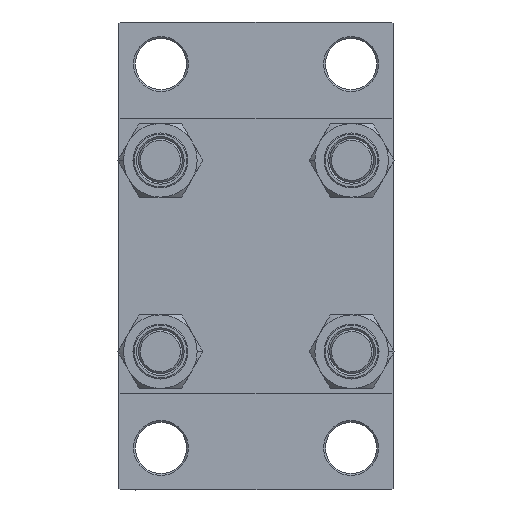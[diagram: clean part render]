
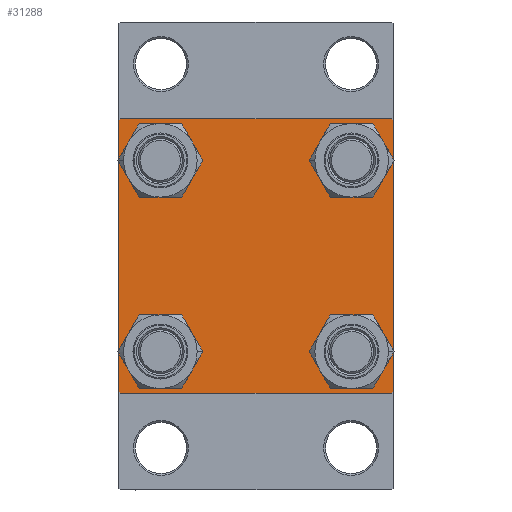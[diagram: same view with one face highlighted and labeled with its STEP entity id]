
A CAD part, left-side view. The second image highlights one B-rep face of the part: STEP entity #31288.
In plain terms, the highlighted planar face has unit normal (-1, 0, 0).
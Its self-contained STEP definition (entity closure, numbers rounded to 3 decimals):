
#499 = ORIENTED_EDGE ( 'NONE', *, *, #45350, .T. ) ;
#718 = ORIENTED_EDGE ( 'NONE', *, *, #20267, .T. ) ;
#992 = ORIENTED_EDGE ( 'NONE', *, *, #22424, .T. ) ;
#1027 = CARTESIAN_POINT ( 'NONE',  ( 0., 37.25, -37.25 ) ) ;
#1059 = CARTESIAN_POINT ( 'NONE',  ( 0., 26.15, 19.65 ) ) ;
#1182 = ORIENTED_EDGE ( 'NONE', *, *, #28335, .T. ) ;
#1186 = CIRCLE ( 'NONE', #44051, 6.5 ) ;
#1266 = CARTESIAN_POINT ( 'NONE',  ( 0., 26.15, -19.65 ) ) ;
#2656 = FACE_BOUND ( 'NONE', #28702, .T. ) ;
#2919 = CARTESIAN_POINT ( 'NONE',  ( 0., -26.15, -26.15 ) ) ;
#3279 = CARTESIAN_POINT ( 'NONE',  ( 0., 37., 37.5 ) ) ;
#3368 = PLANE ( 'NONE',  #38176 ) ;
#3481 = LINE ( 'NONE', #39244, #28641 ) ;
#3535 = CARTESIAN_POINT ( 'NONE',  ( 0., -37.5, 37.5 ) ) ;
#3652 = VECTOR ( 'NONE', #46726, 1000. ) ;
#3676 = AXIS2_PLACEMENT_3D ( 'NONE', #2919, #6987, #14185 ) ;
#3854 = ORIENTED_EDGE ( 'NONE', *, *, #40234, .F. ) ;
#4999 = DIRECTION ( 'NONE',  ( 1., 0., 0. ) ) ;
#5024 = CARTESIAN_POINT ( 'NONE',  ( 0., 26.15, 26.15 ) ) ;
#5163 = EDGE_CURVE ( 'NONE', #47439, #7039, #30196, .T. ) ;
#5419 = LINE ( 'NONE', #37343, #43796 ) ;
#6824 = EDGE_CURVE ( 'NONE', #7039, #39750, #5419, .T. ) ;
#6864 = EDGE_LOOP ( 'NONE', ( #1182, #8458, #33376, #17425, #46193, #20840, #3854, #38803 ) ) ;
#6888 = LINE ( 'NONE', #3535, #12273 ) ;
#6987 = DIRECTION ( 'NONE',  ( 1., 0., 0. ) ) ;
#7039 = VERTEX_POINT ( 'NONE', #29146 ) ;
#7071 = AXIS2_PLACEMENT_3D ( 'NONE', #30679, #15327, #37412 ) ;
#7246 = CARTESIAN_POINT ( 'NONE',  ( 0., -26.15, 32.65 ) ) ;
#7295 = CARTESIAN_POINT ( 'NONE',  ( 0., -37.25, 37.25 ) ) ;
#8384 = DIRECTION ( 'NONE',  ( 0., 0., 1. ) ) ;
#8458 = ORIENTED_EDGE ( 'NONE', *, *, #26009, .T. ) ;
#8528 = EDGE_LOOP ( 'NONE', ( #992, #718 ) ) ;
#8720 = DIRECTION ( 'NONE',  ( 1., 0., 0. ) ) ;
#8758 = CARTESIAN_POINT ( 'NONE',  ( 0., 37., -37.5 ) ) ;
#8960 = DIRECTION ( 'NONE',  ( 0., 0., 1. ) ) ;
#9515 = CARTESIAN_POINT ( 'NONE',  ( 0., -37.5, -37. ) ) ;
#10322 = FACE_OUTER_BOUND ( 'NONE', #6864, .T. ) ;
#10429 = LINE ( 'NONE', #7295, #28029 ) ;
#10867 = CIRCLE ( 'NONE', #43824, 6.5 ) ;
#11356 = CARTESIAN_POINT ( 'NONE',  ( 0., 37.5, 37.5 ) ) ;
#11613 = VERTEX_POINT ( 'NONE', #44280 ) ;
#12273 = VECTOR ( 'NONE', #39535, 1000. ) ;
#12729 = AXIS2_PLACEMENT_3D ( 'NONE', #20090, #4999, #37869 ) ;
#12862 = VERTEX_POINT ( 'NONE', #1059 ) ;
#12930 = DIRECTION ( 'NONE',  ( 1., 0., 0. ) ) ;
#12972 = EDGE_CURVE ( 'NONE', #24868, #26010, #10867, .T. ) ;
#13677 = EDGE_CURVE ( 'NONE', #26010, #24868, #29305, .T. ) ;
#14160 = DIRECTION ( 'NONE',  ( 0., 0., 1. ) ) ;
#14185 = DIRECTION ( 'NONE',  ( 0., 0., 1. ) ) ;
#14267 = CARTESIAN_POINT ( 'NONE',  ( 0., -26.15, 26.15 ) ) ;
#14504 = DIRECTION ( 'NONE',  ( 1., 0., 0. ) ) ;
#14742 = ORIENTED_EDGE ( 'NONE', *, *, #12972, .T. ) ;
#14750 = DIRECTION ( 'NONE',  ( 1., 0., 0. ) ) ;
#15327 = DIRECTION ( 'NONE',  ( 1., 0., 0. ) ) ;
#15548 = ORIENTED_EDGE ( 'NONE', *, *, #30032, .T. ) ;
#15649 = DIRECTION ( 'NONE',  ( 0., -0.707, -0.707 ) ) ;
#15729 = VERTEX_POINT ( 'NONE', #7246 ) ;
#15932 = EDGE_LOOP ( 'NONE', ( #499, #29250 ) ) ;
#16031 = DIRECTION ( 'NONE',  ( 0., -1., 0. ) ) ;
#16111 = CARTESIAN_POINT ( 'NONE',  ( 0., 26.15, 32.65 ) ) ;
#16331 = EDGE_LOOP ( 'NONE', ( #47457, #15548 ) ) ;
#16508 = CIRCLE ( 'NONE', #41911, 6.5 ) ;
#16528 = EDGE_CURVE ( 'NONE', #27512, #39692, #3481, .T. ) ;
#17425 = ORIENTED_EDGE ( 'NONE', *, *, #6824, .T. ) ;
#18187 = CARTESIAN_POINT ( 'NONE',  ( 0., 37.5, -37. ) ) ;
#18911 = CARTESIAN_POINT ( 'NONE',  ( 0., 37.5, -37.5 ) ) ;
#19233 = LINE ( 'NONE', #1027, #38006 ) ;
#19710 = DIRECTION ( 'NONE',  ( 0., 0., 1. ) ) ;
#20090 = CARTESIAN_POINT ( 'NONE',  ( 0., -26.15, 26.15 ) ) ;
#20267 = EDGE_CURVE ( 'NONE', #37802, #15729, #1186, .T. ) ;
#20840 = ORIENTED_EDGE ( 'NONE', *, *, #24991, .T. ) ;
#21067 = LINE ( 'NONE', #28280, #3652 ) ;
#21111 = FACE_BOUND ( 'NONE', #15932, .T. ) ;
#21352 = FACE_BOUND ( 'NONE', #8528, .T. ) ;
#21697 = DIRECTION ( 'NONE',  ( 0., 0.707, -0.707 ) ) ;
#22182 = CARTESIAN_POINT ( 'NONE',  ( 0., -26.15, -26.15 ) ) ;
#22424 = EDGE_CURVE ( 'NONE', #15729, #37802, #33402, .T. ) ;
#23415 = VERTEX_POINT ( 'NONE', #18187 ) ;
#24398 = VERTEX_POINT ( 'NONE', #25412 ) ;
#24868 = VERTEX_POINT ( 'NONE', #41888 ) ;
#24991 = EDGE_CURVE ( 'NONE', #11613, #44676, #10429, .T. ) ;
#25019 = CIRCLE ( 'NONE', #40370, 6.5 ) ;
#25412 = CARTESIAN_POINT ( 'NONE',  ( 0., -26.15, -32.65 ) ) ;
#26009 = EDGE_CURVE ( 'NONE', #23415, #47439, #19233, .T. ) ;
#26010 = VERTEX_POINT ( 'NONE', #1266 ) ;
#27512 = VERTEX_POINT ( 'NONE', #3279 ) ;
#28029 = VECTOR ( 'NONE', #30080, 1000. ) ;
#28280 = CARTESIAN_POINT ( 'NONE',  ( 0., 37.5, 37.5 ) ) ;
#28335 = EDGE_CURVE ( 'NONE', #39692, #23415, #21067, .T. ) ;
#28641 = VECTOR ( 'NONE', #21697, 1000. ) ;
#28702 = EDGE_LOOP ( 'NONE', ( #37507, #14742 ) ) ;
#29146 = CARTESIAN_POINT ( 'NONE',  ( 0., -37., -37.5 ) ) ;
#29250 = ORIENTED_EDGE ( 'NONE', *, *, #46213, .T. ) ;
#29305 = CIRCLE ( 'NONE', #7071, 6.5 ) ;
#29708 = CIRCLE ( 'NONE', #3676, 6.5 ) ;
#30032 = EDGE_CURVE ( 'NONE', #24398, #43148, #29708, .T. ) ;
#30046 = DIRECTION ( 'NONE',  ( 1., 0., 0. ) ) ;
#30060 = DIRECTION ( 'NONE',  ( 0., -1., 0. ) ) ;
#30080 = DIRECTION ( 'NONE',  ( 0., 0.707, 0.707 ) ) ;
#30196 = LINE ( 'NONE', #18911, #35353 ) ;
#30679 = CARTESIAN_POINT ( 'NONE',  ( 0., 26.15, -26.15 ) ) ;
#30757 = CARTESIAN_POINT ( 'NONE',  ( 0., 26.15, 26.15 ) ) ;
#30847 = DIRECTION ( 'NONE',  ( 0., -0.707, 0.707 ) ) ;
#31288 = ADVANCED_FACE ( 'NONE', ( #21352, #36006, #2656, #21111, #10322 ), #3368, .T. ) ;
#31942 = CARTESIAN_POINT ( 'NONE',  ( 0., -26.15, -19.65 ) ) ;
#32164 = VERTEX_POINT ( 'NONE', #16111 ) ;
#33376 = ORIENTED_EDGE ( 'NONE', *, *, #5163, .T. ) ;
#33402 = CIRCLE ( 'NONE', #12729, 6.5 ) ;
#33754 = CARTESIAN_POINT ( 'NONE',  ( 0., -37., 37.5 ) ) ;
#34953 = EDGE_CURVE ( 'NONE', #11613, #39750, #6888, .T. ) ;
#35296 = CARTESIAN_POINT ( 'NONE',  ( 0., 0., 0. ) ) ;
#35353 = VECTOR ( 'NONE', #16031, 1000. ) ;
#35429 = CARTESIAN_POINT ( 'NONE',  ( 0., 37.5, 37. ) ) ;
#36006 = FACE_BOUND ( 'NONE', #16331, .T. ) ;
#36044 = AXIS2_PLACEMENT_3D ( 'NONE', #22182, #14750, #40662 ) ;
#36197 = EDGE_CURVE ( 'NONE', #43148, #24398, #43702, .T. ) ;
#36345 = DIRECTION ( 'NONE',  ( 0., 0., 1. ) ) ;
#37343 = CARTESIAN_POINT ( 'NONE',  ( 0., -37.25, -37.25 ) ) ;
#37412 = DIRECTION ( 'NONE',  ( 0., 0., 1. ) ) ;
#37507 = ORIENTED_EDGE ( 'NONE', *, *, #13677, .T. ) ;
#37802 = VERTEX_POINT ( 'NONE', #39798 ) ;
#37869 = DIRECTION ( 'NONE',  ( 0., 0., 1. ) ) ;
#38006 = VECTOR ( 'NONE', #15649, 1000. ) ;
#38176 = AXIS2_PLACEMENT_3D ( 'NONE', #35296, #46305, #14160 ) ;
#38803 = ORIENTED_EDGE ( 'NONE', *, *, #16528, .T. ) ;
#39244 = CARTESIAN_POINT ( 'NONE',  ( 0., 37.25, 37.25 ) ) ;
#39413 = VECTOR ( 'NONE', #30060, 1000. ) ;
#39535 = DIRECTION ( 'NONE',  ( 0., 0., -1. ) ) ;
#39692 = VERTEX_POINT ( 'NONE', #35429 ) ;
#39750 = VERTEX_POINT ( 'NONE', #9515 ) ;
#39798 = CARTESIAN_POINT ( 'NONE',  ( 0., -26.15, 19.65 ) ) ;
#40234 = EDGE_CURVE ( 'NONE', #27512, #44676, #44214, .T. ) ;
#40370 = AXIS2_PLACEMENT_3D ( 'NONE', #5024, #12930, #8384 ) ;
#40662 = DIRECTION ( 'NONE',  ( 0., 0., 1. ) ) ;
#41888 = CARTESIAN_POINT ( 'NONE',  ( 0., 26.15, -32.65 ) ) ;
#41911 = AXIS2_PLACEMENT_3D ( 'NONE', #30757, #30046, #19710 ) ;
#43148 = VERTEX_POINT ( 'NONE', #31942 ) ;
#43702 = CIRCLE ( 'NONE', #36044, 6.5 ) ;
#43796 = VECTOR ( 'NONE', #30847, 1000. ) ;
#43824 = AXIS2_PLACEMENT_3D ( 'NONE', #45645, #8720, #8960 ) ;
#44051 = AXIS2_PLACEMENT_3D ( 'NONE', #14267, #14504, #36345 ) ;
#44214 = LINE ( 'NONE', #11356, #39413 ) ;
#44280 = CARTESIAN_POINT ( 'NONE',  ( 0., -37.5, 37. ) ) ;
#44676 = VERTEX_POINT ( 'NONE', #33754 ) ;
#45350 = EDGE_CURVE ( 'NONE', #32164, #12862, #25019, .T. ) ;
#45645 = CARTESIAN_POINT ( 'NONE',  ( 0., 26.15, -26.15 ) ) ;
#46193 = ORIENTED_EDGE ( 'NONE', *, *, #34953, .F. ) ;
#46213 = EDGE_CURVE ( 'NONE', #12862, #32164, #16508, .T. ) ;
#46305 = DIRECTION ( 'NONE',  ( -1., 0., 0. ) ) ;
#46726 = DIRECTION ( 'NONE',  ( 0., 0., -1. ) ) ;
#47439 = VERTEX_POINT ( 'NONE', #8758 ) ;
#47457 = ORIENTED_EDGE ( 'NONE', *, *, #36197, .T. ) ;
